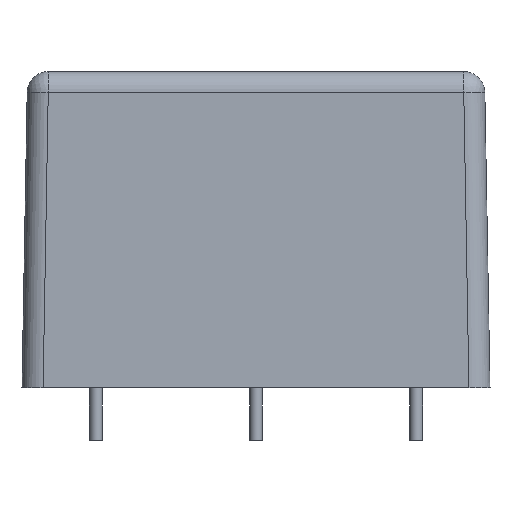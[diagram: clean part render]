
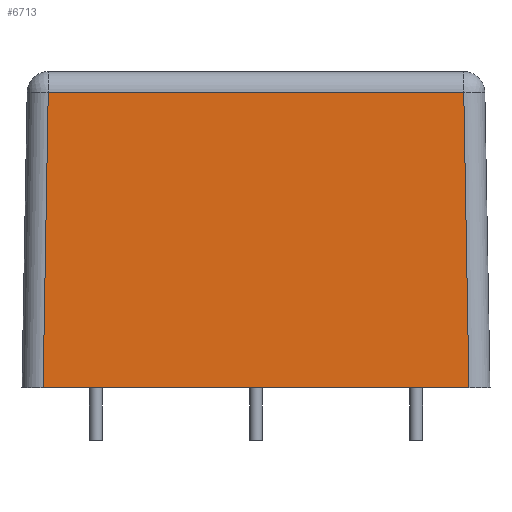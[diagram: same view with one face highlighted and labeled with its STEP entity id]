
A CAD part, left-side view. The second image highlights one B-rep face of the part: STEP entity #6713.
In plain terms, the highlighted planar face has unit normal (-1, 0, 0.018).
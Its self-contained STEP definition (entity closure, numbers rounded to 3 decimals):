
#743=FACE_OUTER_BOUND('',#1152,.T.);
#1152=EDGE_LOOP('',(#6067,#6068,#6069,#6070));
#1889=LINE('',#11314,#2636);
#1895=LINE('',#11341,#2642);
#1900=LINE('',#11359,#2647);
#1904=LINE('',#11367,#2651);
#2636=VECTOR('',#8350,10.);
#2642=VECTOR('',#8382,10.);
#2647=VECTOR('',#8405,10.);
#2651=VECTOR('',#8417,10.);
#3255=VERTEX_POINT('',#11307);
#3257=VERTEX_POINT('',#11312);
#3262=VERTEX_POINT('',#11331);
#3264=VERTEX_POINT('',#11337);
#4177=EDGE_CURVE('',#3257,#3255,#1889,.T.);
#4191=EDGE_CURVE('',#3262,#3264,#1895,.T.);
#4200=EDGE_CURVE('',#3255,#3262,#1900,.T.);
#4204=EDGE_CURVE('',#3257,#3264,#1904,.T.);
#6067=ORIENTED_EDGE('',*,*,#4177,.F.);
#6068=ORIENTED_EDGE('',*,*,#4204,.T.);
#6069=ORIENTED_EDGE('',*,*,#4191,.F.);
#6070=ORIENTED_EDGE('',*,*,#4200,.F.);
#6353=PLANE('',#7051);
#6713=ADVANCED_FACE('',(#743),#6353,.T.);
#7051=AXIS2_PLACEMENT_3D('',#11376,#8426,#8427);
#8350=DIRECTION('',(0.017,-0.017,1.));
#8382=DIRECTION('',(-0.017,-0.017,-1.));
#8405=DIRECTION('',(0.,-1.,0.));
#8417=DIRECTION('',(0.,-1.,0.));
#8426=DIRECTION('center_axis',(-1.,0.,
0.017));
#8427=DIRECTION('ref_axis',(0.,-1.,0.));
#11307=CARTESIAN_POINT('',(-2.605,17.455,14.017));
#11312=CARTESIAN_POINT('',(-2.85,17.7,0.));
#11314=CARTESIAN_POINT('',(-2.847,17.697,0.176));
#11331=CARTESIAN_POINT('',(-2.605,-2.255,14.017));
#11337=CARTESIAN_POINT('',(-2.85,-2.5,0.));
#11341=CARTESIAN_POINT('',(-2.845,-2.495,0.276));
#11359=CARTESIAN_POINT('',(-2.605,2.05,14.017));
#11367=CARTESIAN_POINT('',(-2.85,18.7,0.));
#11376=CARTESIAN_POINT('Origin',(-2.85,-3.5,0.));
